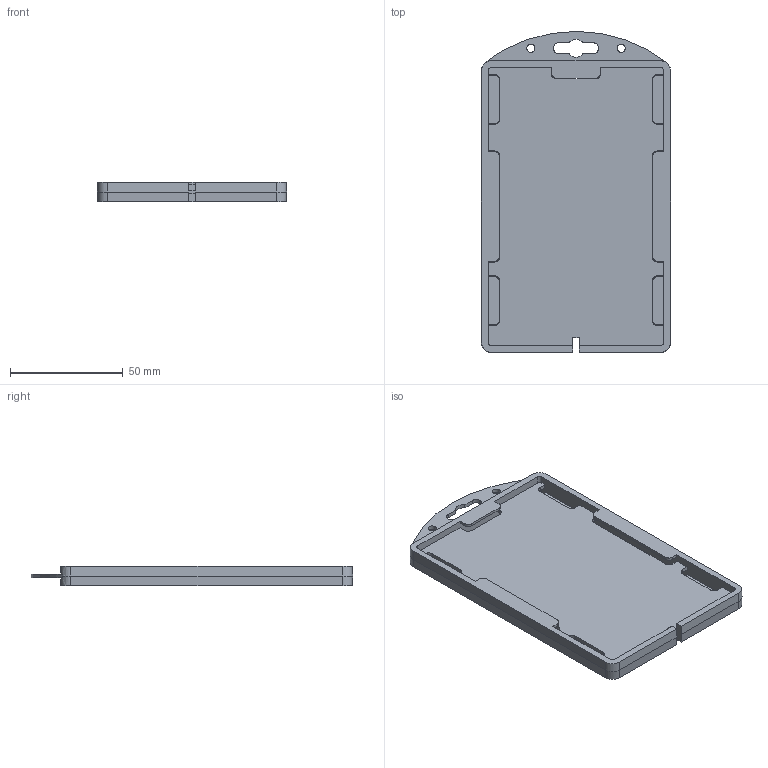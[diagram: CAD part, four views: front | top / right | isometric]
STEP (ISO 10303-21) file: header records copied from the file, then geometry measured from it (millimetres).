
FILE_DESCRIPTION(('FreeCAD Model'),'2;1');
FILE_NAME('Open CASCADE Shape Model','2025-05-03T09:01:11',('FreeCAD'),( 'FreeCAD'),'Open CASCADE STEP processor 7.6','FreeCAD','Unknown');
FILE_SCHEMA(('AUTOMOTIVE_DESIGN { 1 0 10303 214 1 1 1 1 }'));
Length unit declared in the file: millimetre
Products named in the file (1): Open CASCADE STEP translator 7.6 1
Bounding box: 83.88 x 142.43 x 8.59 mm (x, y, z)
Volume: 27134.3 mm3; surface area: 29853.1 mm2
Topology: 1 solids, 1 shells, 134 faces, 541 edges, 522 vertices
Faces by surface type: bspline 134
Entity records: 5148 total; most frequent: CARTESIAN_POINT 2460, ORIENTED_EDGE 832, EDGE_CURVE 416, B_SPLINE_CURVE_WITH_KNOTS 394, VERTEX_POINT 274, FACE_BOUND 144, EDGE_LOOP 144, ADVANCED_FACE 134
